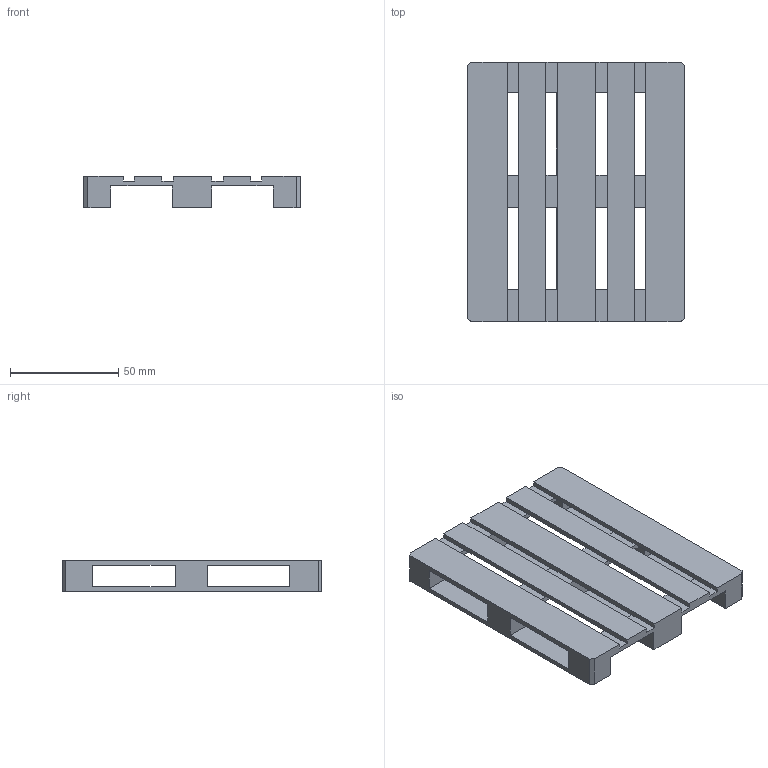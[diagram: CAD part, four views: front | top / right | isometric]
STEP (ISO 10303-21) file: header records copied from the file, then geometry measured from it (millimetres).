
FILE_DESCRIPTION(('FreeCAD Model'),'2;1');
FILE_NAME('Open CASCADE Shape Model','2024-07-25T21:08:29',('Author'),( ''),'Open CASCADE STEP processor 7.6','FreeCAD','Unknown');
FILE_SCHEMA(('AUTOMOTIVE_DESIGN { 1 0 10303 214 1 1 1 1 }'));
Length unit declared in the file: millimetre
Products named in the file (1): Euro Palette type 3
Bounding box: 100 x 120 x 14.4 mm (x, y, z)
Volume: 56410 mm3; surface area: 37696.1 mm2
Topology: 1 solids, 1 shells, 66 faces, 264 edges, 176 vertices
Faces by surface type: plane 66
Entity records: 2766 total; most frequent: ORIENTED_EDGE 528, CARTESIAN_POINT 507, DIRECTION 398, EDGE_CURVE 264, LINE 264, VECTOR 264, VERTEX_POINT 176, FACE_BOUND 70
